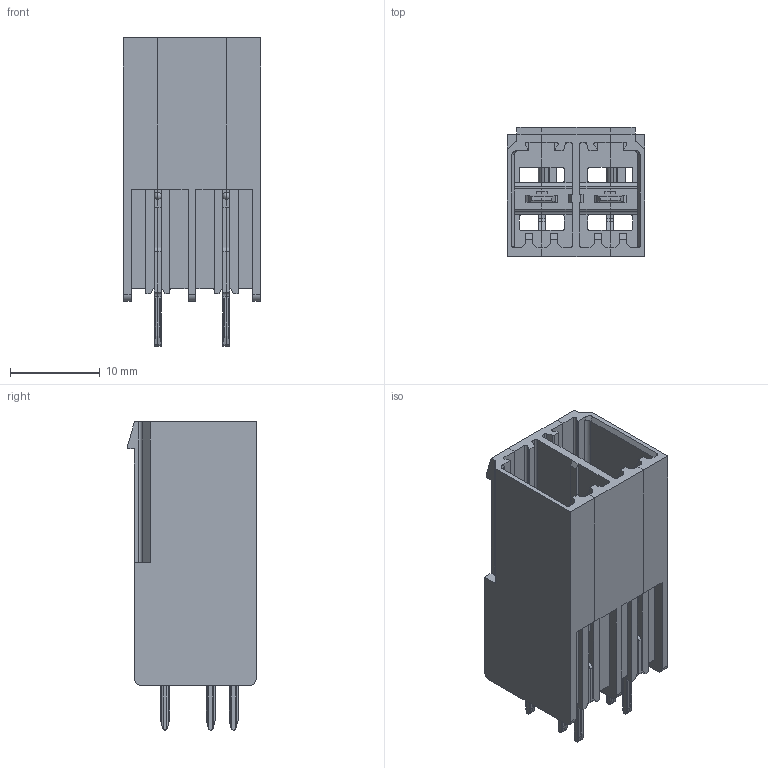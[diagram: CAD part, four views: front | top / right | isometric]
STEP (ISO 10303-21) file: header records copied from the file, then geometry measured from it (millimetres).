
FILE_DESCRIPTION(/* description */ ('Unknown'),/* implementation_level */ '2;1');
FILE_NAME(/* name */ '691375400002',/* time_stamp */ '2022-06-28T15:21:54+02:00',/* author */ ('Unknown'),/* organization */ ('Unknown'),/* preprocessor_version */ 'ST-DEVELOPER v16.7',/* originating_system */ 'Solid Edge',/* authorisation */ 'Unknown');
FILE_SCHEMA (('AUTOMOTIVE_DESIGN {1 0 10303 214 3 1 1}'));
Length unit declared in the file: millimetre
Products named in the file (4): 6913754000xx; 6913754000xx_CTR; 6913754000xx_LEFT; 6913754000xx_RIGHT
Assembly tree (3 placements, depth 2):
  6913754000xx
    6913754000xx_CTR
    6913754000xx_LEFT
    6913754000xx_RIGHT
Bounding box: 15.24 x 14.3 x 34.25 mm (x, y, z)
Volume: 2250.2 mm3; surface area: 5738.5 mm2
Topology: 3 solids, 3 shells, 797 faces, 2365 edges, 1558 vertices
Faces by surface type: plane 607, cylinder 184, sphere 4, bspline 2
Entity records: 32531 total; most frequent: CARTESIAN_POINT 5266, ORIENTED_EDGE 4714, DIRECTION 4307, EDGE_CURVE 2357, LINE 1949, VECTOR 1949, VERTEX_POINT 1554, AXIS2_PLACEMENT_3D 1179
